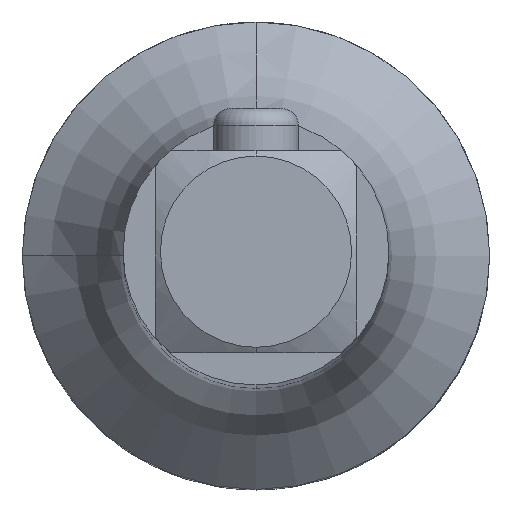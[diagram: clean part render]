
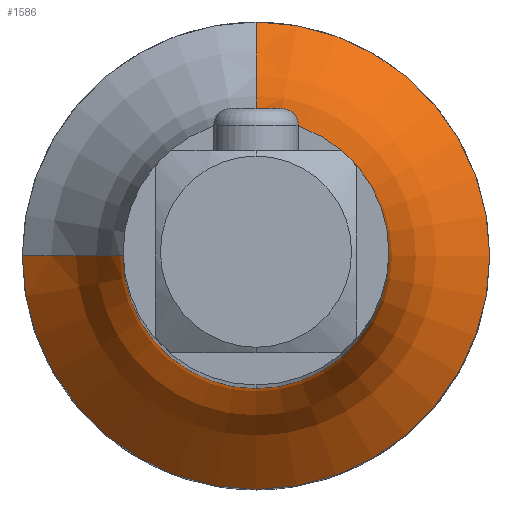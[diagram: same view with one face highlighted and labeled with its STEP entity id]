
A CAD part, top view. The second image highlights one B-rep face of the part: STEP entity #1586.
In plain terms, the highlighted toroidal (fillet/blend) face has major radius 16.255 mm and minor radius 10 mm.
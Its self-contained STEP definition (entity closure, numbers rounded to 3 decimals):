
#322=CARTESIAN_POINT('',(0.,0.,24.008));
#323=DIRECTION('',(0.,0.,1.));
#324=DIRECTION('',(-1.,0.,0.));
#325=AXIS2_PLACEMENT_3D('',#322,#323,#324);
#360=CARTESIAN_POINT('',(0.,0.,24.008));
#361=DIRECTION('',(0.,0.,1.));
#362=DIRECTION('',(0.,-1.,0.));
#363=AXIS2_PLACEMENT_3D('',#360,#361,#362);
#368=CARTESIAN_POINT('',(0.,0.,15.5));
#369=DIRECTION('',(0.,0.,-1.));
#370=DIRECTION('',(1.,0.,0.));
#371=AXIS2_PLACEMENT_3D('',#368,#369,#370);
#376=CARTESIAN_POINT('',(-16.255,0.,24.008));
#377=DIRECTION('',(0.,-1.,0.));
#378=DIRECTION('',(0.525,0.,-0.851));
#379=AXIS2_PLACEMENT_3D('',#376,#377,#378);
#384=CARTESIAN_POINT('',(0.,16.255,24.008));
#385=DIRECTION('',(-1.,0.,0.));
#386=DIRECTION('',(0.,-0.526,-0.851));
#387=AXIS2_PLACEMENT_3D('',#384,#385,#386);
#427=CARTESIAN_POINT('',(0.,0.,15.5));
#428=DIRECTION('',(0.,0.,1.));
#429=DIRECTION('',(1.,0.,0.));
#430=AXIS2_PLACEMENT_3D('',#427,#428,#429);
#1284=CARTESIAN_POINT('',(11.,0.,15.5));
#1285=CARTESIAN_POINT('',(0.,11.,15.5));
#1286=VERTEX_POINT('',#1284);
#1287=VERTEX_POINT('',#1285);
#1288=CARTESIAN_POINT('',(-11.,0.,15.5));
#1289=VERTEX_POINT('',#1288);
#1290=CARTESIAN_POINT('',(0.,6.255,24.008));
#1291=CARTESIAN_POINT('',(-6.255,0.,24.008));
#1292=VERTEX_POINT('',#1290);
#1293=VERTEX_POINT('',#1291);
#1294=CARTESIAN_POINT('',(0.,-6.255,24.008));
#1295=VERTEX_POINT('',#1294);
#1569=CARTESIAN_POINT('',(0.,0.,24.008));
#1570=DIRECTION('',(0.,0.,1.));
#1571=DIRECTION('',(-0.032,-0.999,0.));
#1572=AXIS2_PLACEMENT_3D('',#1569,#1570,#1571);
#1573=TOROIDAL_SURFACE('',#1572,16.255,10.);
#1574=ORIENTED_EDGE('',*,*,#1563,.T.);
#1576=ORIENTED_EDGE('',*,*,#1575,.F.);
#1578=ORIENTED_EDGE('',*,*,#1577,.F.);
#1580=ORIENTED_EDGE('',*,*,#1579,.T.);
#1582=ORIENTED_EDGE('',*,*,#1581,.T.);
#1583=ORIENTED_EDGE('',*,*,#1547,.T.);
#1584=EDGE_LOOP('',(#1574,#1576,#1578,#1580,#1582,#1583));
#1585=FACE_OUTER_BOUND('',#1584,.F.);
#1586=ADVANCED_FACE('',(#1585),#1573,.F.);
#326=CIRCLE('',#325,6.255);
#364=CIRCLE('',#363,6.255);
#372=CIRCLE('',#371,11.);
#380=CIRCLE('',#379,10.);
#388=CIRCLE('',#387,10.);
#431=CIRCLE('',#430,11.);
#1547=EDGE_CURVE('',#1293,#1295,#326,.T.);
#1563=EDGE_CURVE('',#1295,#1292,#364,.T.);
#1575=EDGE_CURVE('',#1287,#1292,#388,.T.);
#1577=EDGE_CURVE('',#1286,#1287,#431,.T.);
#1579=EDGE_CURVE('',#1286,#1289,#372,.T.);
#1581=EDGE_CURVE('',#1289,#1293,#380,.T.);
